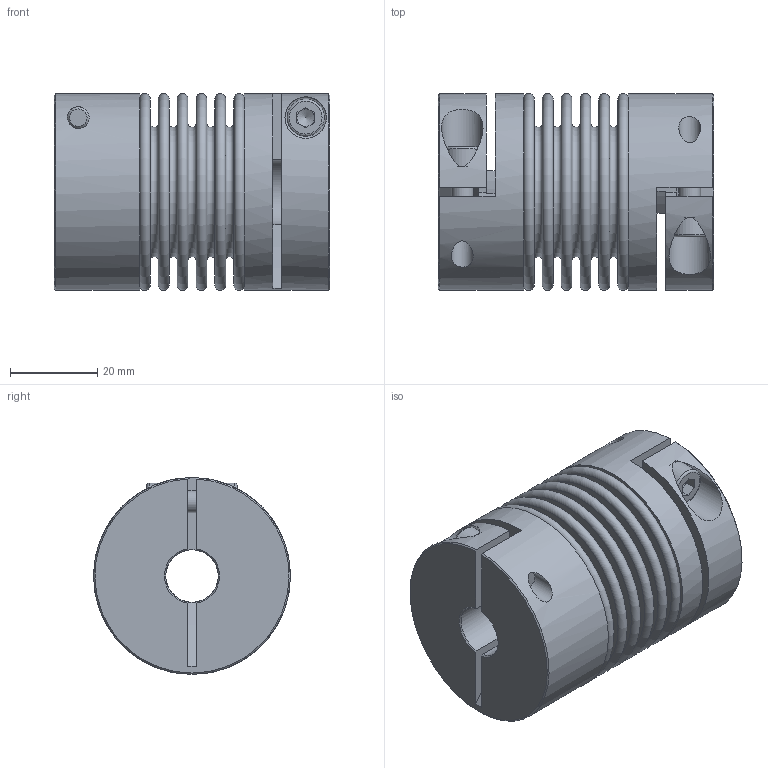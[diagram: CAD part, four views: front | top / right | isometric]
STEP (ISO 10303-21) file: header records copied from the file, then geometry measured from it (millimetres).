
FILE_DESCRIPTION(/* description */ ('STEP AP203'),/* implementation_level */ '2;1');
FILE_NAME(/* name */ 'KB4-18-63-12-15',/* time_stamp */ '2023-06-16T11:54:36+02:00',/* author */ ('License CC BY-ND 4.0'),/* organization */ ('CADENAS'),/* preprocessor_version */ 'ST-DEVELOPER v19.3',/* originating_system */ 'PARTsolutions',/* authorisation */ ' ');
FILE_SCHEMA (('CONFIG_CONTROL_DESIGN'));
Length unit declared in the file: millimetre
Products named in the file (1): KB4-18-63-12-15
Bounding box: 63 x 45 x 45 mm (x, y, z)
Volume: 55035.8 mm3; surface area: 38853.2 mm2
Topology: 1 solids, 1 shells, 124 faces, 264 edges, 170 vertices
Faces by surface type: plane 68, torus 26, cylinder 20, cone 10
Full cylindrical faces by diameter (mm): 5 x4, 8.5 x2, 12 x1, 15 x1, 40.4 x2, 45 x2
Entity records: 3128 total; most frequent: CARTESIAN_POINT 619, DIRECTION 540, ORIENTED_EDGE 412, AXIS2_PLACEMENT_3D 231, EDGE_CURVE 206, FACE_BOUND 200, EDGE_LOOP 198, VERTEX_POINT 158
